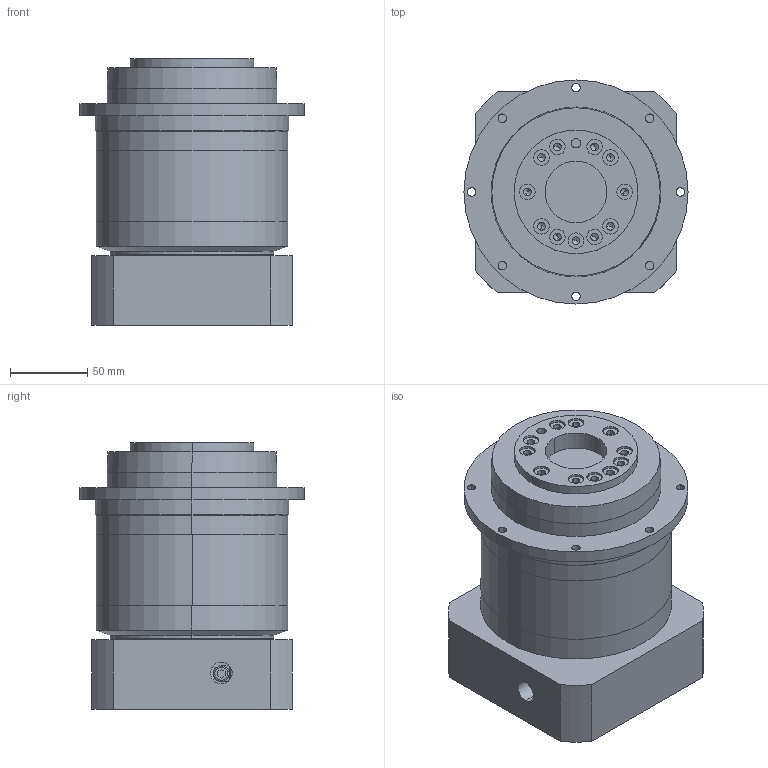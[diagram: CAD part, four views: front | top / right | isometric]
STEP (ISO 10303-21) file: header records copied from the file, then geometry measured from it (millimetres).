
FILE_DESCRIPTION (( 'STEP AP203' ), '1' );
FILE_NAME ('GPD110-L2-(24-110-145-M8).STEP', '2022-05-25T03:33:56', ( '微软用户' ), ( '微软中国' ), 'SwSTEP 2.0', 'SolidWorks 2018', '' );
FILE_SCHEMA (( 'CONFIG_CONTROL_DESIGN' ));
Length unit declared in the file: millimetre
Products named in the file (1): GPD110-L2-(24-110-145-M8)
Bounding box: 145 x 145 x 172.5 mm (x, y, z)
Volume: 1847245.1 mm3; surface area: 197489.8 mm2
Topology: 4 solids, 4 shells, 315 faces, 739 edges, 457 vertices
Faces by surface type: cylinder 143, plane 116, cone 40, torus 16
Entity records: 9328 total; most frequent: CARTESIAN_POINT 1868, DIRECTION 1651, ORIENTED_EDGE 1418, EDGE_CURVE 709, AXIS2_PLACEMENT_3D 640, VERTEX_POINT 457, EDGE_LOOP 394, VECTOR 371
